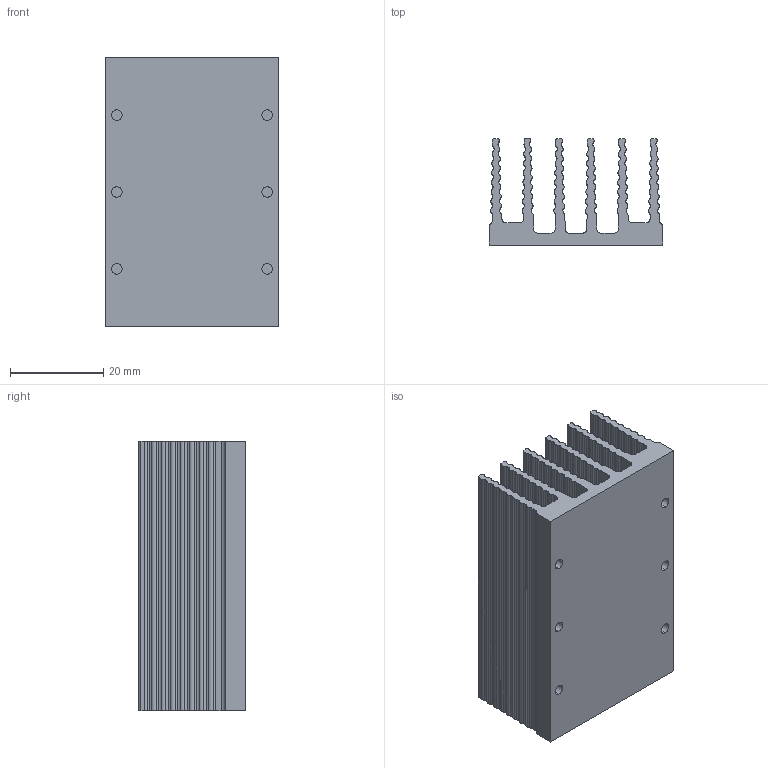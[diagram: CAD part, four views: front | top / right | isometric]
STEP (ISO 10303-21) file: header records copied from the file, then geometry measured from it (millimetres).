
FILE_DESCRIPTION (( 'STEP AP214' ), '1' );
FILE_NAME ('30190.STEP', '2020-03-25T20:57:24', ( 'admin' ), ( 'Microsoft' ), 'SwSTEP 2.0', 'SolidWorks 2017', '' );
FILE_SCHEMA (( 'AUTOMOTIVE_DESIGN' ));
Length unit declared in the file: millimetre
Products named in the file (1): 30190
Bounding box: 37.34 x 22.86 x 57.91 mm (x, y, z)
Volume: 18719.8 mm3; surface area: 19432 mm2
Topology: 1 solids, 1 shells, 364 faces, 1068 edges, 712 vertices
Faces by surface type: cylinder 324, plane 40
Entity records: 16518 total; most frequent: DIRECTION 2446, CARTESIAN_POINT 2145, ORIENTED_EDGE 2136, EDGE_CURVE 1068, AXIS2_PLACEMENT_3D 1013, VERTEX_POINT 712, CIRCLE 648, VECTOR 420
